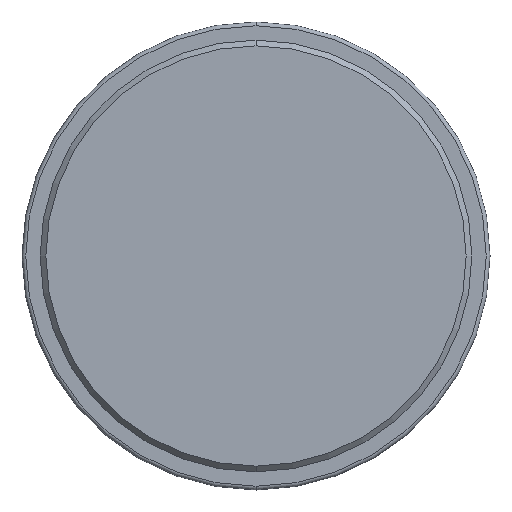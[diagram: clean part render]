
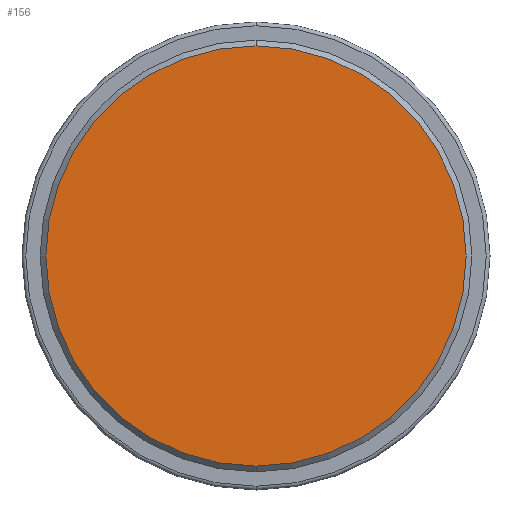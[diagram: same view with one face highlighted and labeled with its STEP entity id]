
A CAD part, front view. The second image highlights one B-rep face of the part: STEP entity #156.
In plain terms, the highlighted planar face has unit normal (0, -1, 0).
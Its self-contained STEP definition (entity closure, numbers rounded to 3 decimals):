
#1 = VERTEX_POINT ( 'NONE', #31 ) ;
#10 = AXIS2_PLACEMENT_3D ( 'NONE', #210, #62, #264 ) ;
#19 = CARTESIAN_POINT ( 'NONE',  ( 0., 0., -11. ) ) ;
#22 = ORIENTED_EDGE ( 'NONE', *, *, #252, .F. ) ;
#31 = CARTESIAN_POINT ( 'NONE',  ( 0., 0., 11. ) ) ;
#38 = AXIS2_PLACEMENT_3D ( 'NONE', #265, #139, #186 ) ;
#41 = ORIENTED_EDGE ( 'NONE', *, *, #213, .F. ) ;
#59 = AXIS2_PLACEMENT_3D ( 'NONE', #146, #293, #247 ) ;
#62 = DIRECTION ( 'NONE',  ( 0., 1., 0. ) ) ;
#76 = FACE_OUTER_BOUND ( 'NONE', #297, .T. ) ;
#85 = PLANE ( 'NONE',  #38 ) ;
#139 = DIRECTION ( 'NONE',  ( 0., 1., 0. ) ) ;
#146 = CARTESIAN_POINT ( 'NONE',  ( 0., 0., 0. ) ) ;
#156 = ADVANCED_FACE ( 'NONE', ( #76 ), #85, .F. ) ;
#186 = DIRECTION ( 'NONE',  ( 0., 0., 1. ) ) ;
#210 = CARTESIAN_POINT ( 'NONE',  ( 0., 0., 0. ) ) ;
#213 = EDGE_CURVE ( 'NONE', #1, #295, #291, .T. ) ;
#247 = DIRECTION ( 'NONE',  ( 0., 0., 1. ) ) ;
#252 = EDGE_CURVE ( 'NONE', #295, #1, #301, .T. ) ;
#264 = DIRECTION ( 'NONE',  ( 0., 0., 1. ) ) ;
#265 = CARTESIAN_POINT ( 'NONE',  ( 0., 0., 0. ) ) ;
#291 = CIRCLE ( 'NONE', #10, 11. ) ;
#293 = DIRECTION ( 'NONE',  ( 0., 1., 0. ) ) ;
#295 = VERTEX_POINT ( 'NONE', #19 ) ;
#297 = EDGE_LOOP ( 'NONE', ( #41, #22 ) ) ;
#301 = CIRCLE ( 'NONE', #59, 11. ) ;
